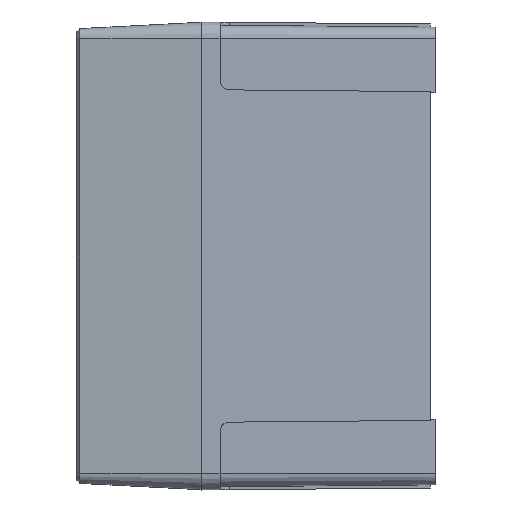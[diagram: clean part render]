
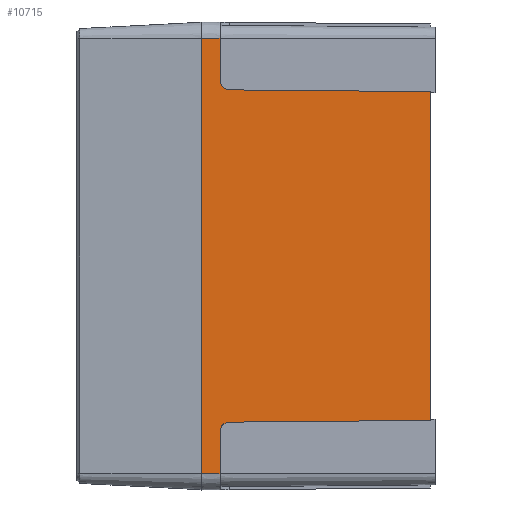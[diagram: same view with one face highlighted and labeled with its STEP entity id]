
A CAD part, left-side view. The second image highlights one B-rep face of the part: STEP entity #10715.
In plain terms, the highlighted planar face has unit normal (-1, -0.009, 0).
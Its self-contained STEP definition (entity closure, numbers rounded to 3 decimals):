
#9 = VERTEX_POINT ( 'NONE', #11487 ) ;
#154 = CARTESIAN_POINT ( 'NONE',  ( -50.051, 0.096, -35.586 ) ) ;
#161 = LINE ( 'NONE', #4782, #12547 ) ;
#177 = DIRECTION ( 'NONE',  ( -1., -0.009, 0. ) ) ;
#1163 = EDGE_CURVE ( 'NONE', #8451, #10975, #7098, .T. ) ;
#1199 = FACE_OUTER_BOUND ( 'NONE', #9818, .T. ) ;
#1454 = EDGE_CURVE ( 'NONE', #2835, #8451, #1825, .T. ) ;
#1554 = EDGE_CURVE ( 'NONE', #2613, #9, #4321, .T. ) ;
#1817 = CARTESIAN_POINT ( 'NONE',  ( -49.998, -5.983, -35.533 ) ) ;
#1825 = LINE ( 'NONE', #8702, #8775 ) ;
#2088 = CARTESIAN_POINT ( 'NONE',  ( -50.015, -4., 37.533 ) ) ;
#2255 = ORIENTED_EDGE ( 'NONE', *, *, #4353, .T. ) ;
#2613 = VERTEX_POINT ( 'NONE', #7920 ) ;
#2829 = CARTESIAN_POINT ( 'NONE',  ( -50.015, -4., -46.55 ) ) ;
#2835 = VERTEX_POINT ( 'NONE', #5476 ) ;
#3053 = CARTESIAN_POINT ( 'NONE',  ( -50.015, -4., -46.55 ) ) ;
#3403 = ORIENTED_EDGE ( 'NONE', *, *, #8553, .T. ) ;
#3516 = LINE ( 'NONE', #7435, #8430 ) ;
#3589 = VERTEX_POINT ( 'NONE', #8463 ) ;
#3762 = EDGE_CURVE ( 'NONE', #3589, #8475, #8050, .T. ) ;
#3868 =( BOUNDED_CURVE ( )  B_SPLINE_CURVE ( 3, ( #3950, #7871, #10967, #2088 ),
 .UNSPECIFIED., .F., .T. ) 
 B_SPLINE_CURVE_WITH_KNOTS ( ( 4, 4 ),
 ( 4.721, 6.283 ),
 .UNSPECIFIED. ) 
 CURVE ( )  GEOMETRIC_REPRESENTATION_ITEM ( )  RATIONAL_B_SPLINE_CURVE ( ( 1., 0.807, 0.807, 1. ) ) 
 REPRESENTATION_ITEM ( '' )  );
#3897 = ORIENTED_EDGE ( 'NONE', *, *, #4309, .T. ) ;
#3919 = CARTESIAN_POINT ( 'NONE',  ( -49.998, -5.983, -35.533 ) ) ;
#3933 = DIRECTION ( 'NONE',  ( -0.009, 1., -0.009 ) ) ;
#3950 = CARTESIAN_POINT ( 'NONE',  ( -49.998, -5.983, 35.533 ) ) ;
#4001 = CARTESIAN_POINT ( 'NONE',  ( -50.015, -4., -36.369 ) ) ;
#4309 = EDGE_CURVE ( 'NONE', #2613, #9316, #3868, .T. ) ;
#4321 = LINE ( 'NONE', #5025, #8598 ) ;
#4353 = EDGE_CURVE ( 'NONE', #9316, #7455, #11861, .T. ) ;
#4582 = VERTEX_POINT ( 'NONE', #12551 ) ;
#4782 = CARTESIAN_POINT ( 'NONE',  ( -49.622, -49., -46.55 ) ) ;
#4991 = DIRECTION ( 'NONE',  ( 0., 0., 1. ) ) ;
#5025 = CARTESIAN_POINT ( 'NONE',  ( -50.044, -0.717, 35.579 ) ) ;
#5069 = VECTOR ( 'NONE', #7027, 1000. ) ;
#5182 = CARTESIAN_POINT ( 'NONE',  ( -50.05, 0., -46.55 ) ) ;
#5476 = CARTESIAN_POINT ( 'NONE',  ( -50.015, -4., -46.55 ) ) ;
#5784 = LINE ( 'NONE', #2829, #12187 ) ;
#5802 = CARTESIAN_POINT ( 'NONE',  ( -50.015, -4., -37.533 ) ) ;
#6038 = CARTESIAN_POINT ( 'NONE',  ( -50.015, -4., 46.55 ) ) ;
#6140 = DIRECTION ( 'NONE',  ( 0.009, -1., 0. ) ) ;
#6968 = ORIENTED_EDGE ( 'NONE', *, *, #1454, .F. ) ;
#7018 = ORIENTED_EDGE ( 'NONE', *, *, #1554, .F. ) ;
#7027 = DIRECTION ( 'NONE',  ( 0., 0., 1. ) ) ;
#7098 = LINE ( 'NONE', #11042, #8294 ) ;
#7435 = CARTESIAN_POINT ( 'NONE',  ( -50.05, 0., 46.55 ) ) ;
#7455 = VERTEX_POINT ( 'NONE', #6038 ) ;
#7724 = DIRECTION ( 'NONE',  ( 0., 0., 1. ) ) ;
#7740 = CARTESIAN_POINT ( 'NONE',  ( -50.015, -4., 37.533 ) ) ;
#7813 =( BOUNDED_CURVE ( )  B_SPLINE_CURVE ( 3, ( #5802, #4001, #11850, #1817 ),
 .UNSPECIFIED., .F., .F. ) 
 B_SPLINE_CURVE_WITH_KNOTS ( ( 4, 4 ),
 ( 3.142, 4.704 ),
 .UNSPECIFIED. ) 
 CURVE ( )  GEOMETRIC_REPRESENTATION_ITEM ( )  RATIONAL_B_SPLINE_CURVE ( ( 1., 0.807, 0.807, 1. ) ) 
 REPRESENTATION_ITEM ( '' )  );
#7871 = CARTESIAN_POINT ( 'NONE',  ( -50.008, -4.819, 35.543 ) ) ;
#7920 = CARTESIAN_POINT ( 'NONE',  ( -49.998, -5.983, 35.533 ) ) ;
#8050 = LINE ( 'NONE', #154, #8347 ) ;
#8078 = EDGE_CURVE ( 'NONE', #4582, #8475, #7813, .T. ) ;
#8130 = ORIENTED_EDGE ( 'NONE', *, *, #1163, .F. ) ;
#8294 = VECTOR ( 'NONE', #4991, 1000. ) ;
#8347 = VECTOR ( 'NONE', #3933, 1000. ) ;
#8430 = VECTOR ( 'NONE', #11177, 1000. ) ;
#8451 = VERTEX_POINT ( 'NONE', #12349 ) ;
#8463 = CARTESIAN_POINT ( 'NONE',  ( -49.622, -49., -35.157 ) ) ;
#8475 = VERTEX_POINT ( 'NONE', #3919 ) ;
#8553 = EDGE_CURVE ( 'NONE', #2835, #4582, #5784, .T. ) ;
#8598 = VECTOR ( 'NONE', #10030, 1000. ) ;
#8702 = CARTESIAN_POINT ( 'NONE',  ( -50.05, 0., -46.55 ) ) ;
#8775 = VECTOR ( 'NONE', #12614, 1000. ) ;
#8969 = PLANE ( 'NONE',  #9450 ) ;
#9316 = VERTEX_POINT ( 'NONE', #7740 ) ;
#9450 = AXIS2_PLACEMENT_3D ( 'NONE', #5182, #177, #6140 ) ;
#9639 = DIRECTION ( 'NONE',  ( 0., 0., 1. ) ) ;
#9818 = EDGE_LOOP ( 'NONE', ( #7018, #3897, #2255, #10109, #8130, #6968, #3403, #12213, #11445, #10277 ) ) ;
#10030 = DIRECTION ( 'NONE',  ( 0.009, -1., -0.009 ) ) ;
#10109 = ORIENTED_EDGE ( 'NONE', *, *, #11950, .T. ) ;
#10277 = ORIENTED_EDGE ( 'NONE', *, *, #12613, .T. ) ;
#10571 = CARTESIAN_POINT ( 'NONE',  ( -50.05, 0., 46.55 ) ) ;
#10715 = ADVANCED_FACE ( 'NONE', ( #1199 ), #8969, .T. ) ;
#10967 = CARTESIAN_POINT ( 'NONE',  ( -50.015, -4., 36.369 ) ) ;
#10975 = VERTEX_POINT ( 'NONE', #10571 ) ;
#11042 = CARTESIAN_POINT ( 'NONE',  ( -50.05, 0., -46.55 ) ) ;
#11177 = DIRECTION ( 'NONE',  ( -0.009, 1., 0. ) ) ;
#11445 = ORIENTED_EDGE ( 'NONE', *, *, #3762, .F. ) ;
#11487 = CARTESIAN_POINT ( 'NONE',  ( -49.622, -49., 35.157 ) ) ;
#11850 = CARTESIAN_POINT ( 'NONE',  ( -50.008, -4.819, -35.543 ) ) ;
#11861 = LINE ( 'NONE', #3053, #5069 ) ;
#11950 = EDGE_CURVE ( 'NONE', #7455, #10975, #3516, .T. ) ;
#12187 = VECTOR ( 'NONE', #9639, 1000. ) ;
#12213 = ORIENTED_EDGE ( 'NONE', *, *, #8078, .T. ) ;
#12349 = CARTESIAN_POINT ( 'NONE',  ( -50.05, 0., -46.55 ) ) ;
#12547 = VECTOR ( 'NONE', #7724, 1000. ) ;
#12551 = CARTESIAN_POINT ( 'NONE',  ( -50.015, -4., -37.533 ) ) ;
#12613 = EDGE_CURVE ( 'NONE', #3589, #9, #161, .T. ) ;
#12614 = DIRECTION ( 'NONE',  ( -0.009, 1., 0. ) ) ;
